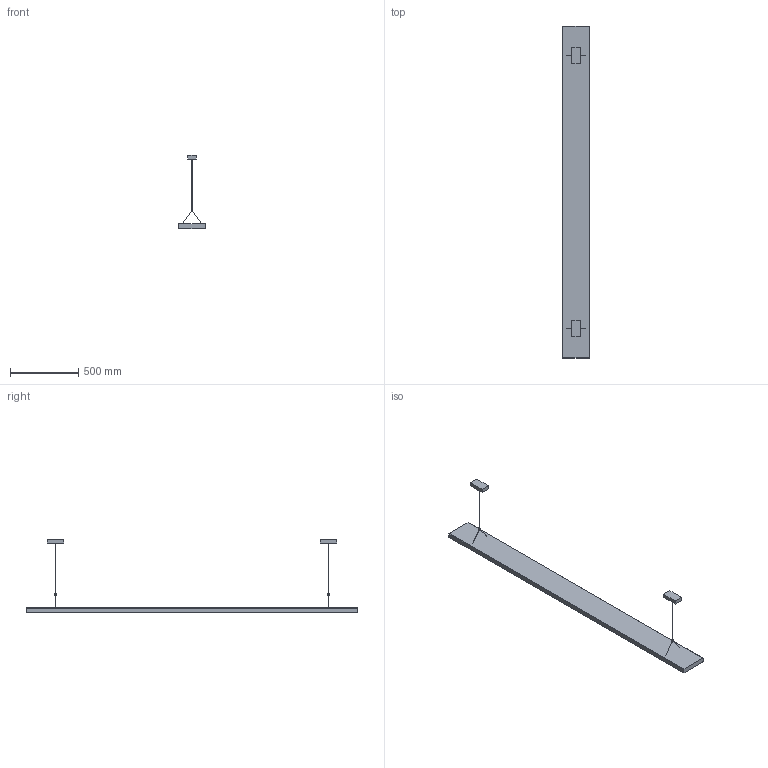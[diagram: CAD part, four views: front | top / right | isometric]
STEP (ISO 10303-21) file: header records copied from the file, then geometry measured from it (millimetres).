
FILE_DESCRIPTION(/* description */ (''),/* implementation_level */ '2;1');
FILE_NAME(/* name */ '10000090992n3p000_00.stp',/* time_stamp */ '2022-02-02T14:08:40+01:00',/* author */ (''),/* organization */ (''),/* preprocessor_version */ 'ST-DEVELOPER v15',/* originating_system */ 'SIEMENS PLM Software NX 9.0',/* authorisation */ '');
FILE_SCHEMA (('AUTOMOTIVE_DESIGN { 1 0 10303 214 3 1 1 1 }'));
Length unit declared in the file: millimetre
Products named in the file (1): 10000090992n3p000_00
Bounding box: 200.35 x 2430 x 535.7 mm (x, y, z)
Volume: 17800446.2 mm3; surface area: 1207797.5 mm2
Topology: 1 solids, 1 shells, 62 faces, 146 edges, 98 vertices
Faces by surface type: plane 42, cylinder 18, cone 2
Full cylindrical faces by diameter (mm): 1.5 x6, 3.8 x2, 8 x2, 10 x2, 12 x2
Entity records: 1748 total; most frequent: CARTESIAN_POINT 359, DIRECTION 290, ORIENTED_EDGE 244, EDGE_CURVE 122, AXIS2_PLACEMENT_3D 109, EDGE_LOOP 94, VERTEX_POINT 90, LINE 72
